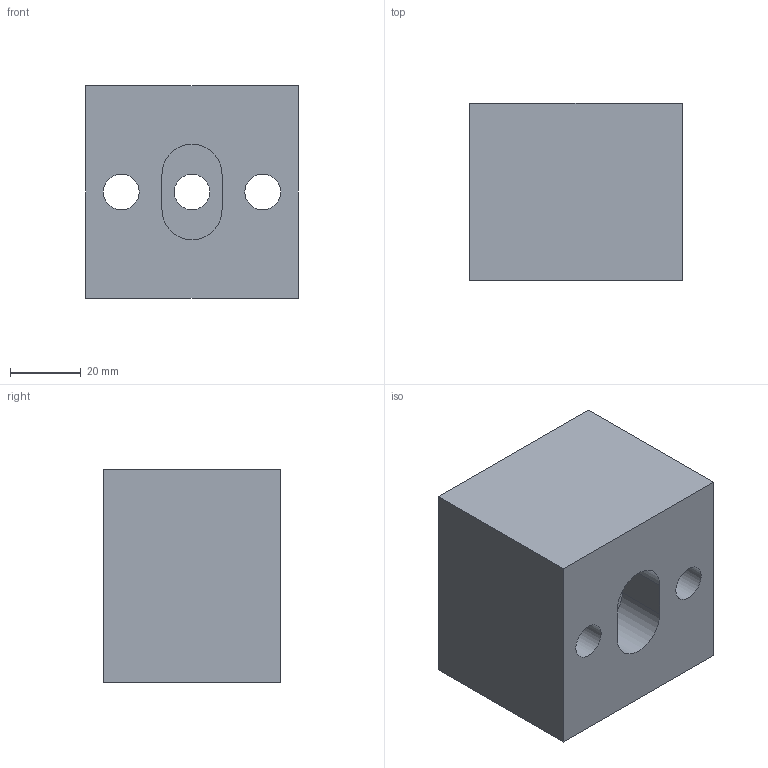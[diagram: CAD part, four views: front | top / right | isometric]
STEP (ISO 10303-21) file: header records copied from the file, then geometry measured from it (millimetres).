
FILE_DESCRIPTION(('FreeCAD Model'),'2;1');
FILE_NAME('Open CASCADE Shape Model','2024-11-23T12:26:15',(''),(''), 'Open CASCADE STEP processor 7.8','FreeCAD','Unknown');
FILE_SCHEMA(('AUTOMOTIVE_DESIGN { 1 0 10303 214 1 1 1 1 }'));
Length unit declared in the file: millimetre
Products named in the file (1): Toolpost60-60
Bounding box: 60 x 50 x 60 mm (x, y, z)
Volume: 155941.5 mm3; surface area: 25180 mm2
Topology: 1 solids, 1 shells, 18 faces, 39 edges, 26 vertices
Faces by surface type: plane 11, cylinder 7
Full cylindrical faces by diameter (mm): 10 x1, 10.1 x2, 17 x2
Entity records: 1055 total; most frequent: CARTESIAN_POINT 192, DIRECTION 164, LINE 89, VECTOR 89, ORIENTED_EDGE 78, PCURVE 78, DEFINITIONAL_REPRESENTATION 78, EDGE_CURVE 39
